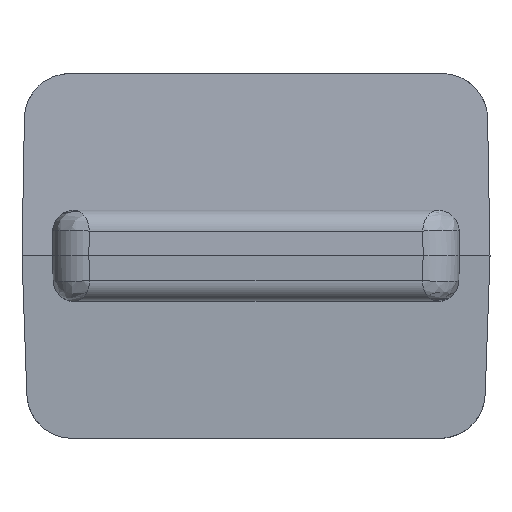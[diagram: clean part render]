
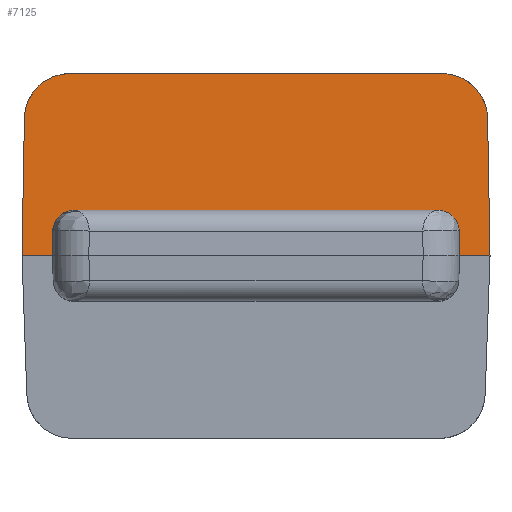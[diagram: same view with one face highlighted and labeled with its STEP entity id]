
A CAD part, top view. The second image highlights one B-rep face of the part: STEP entity #7125.
In plain terms, the highlighted face is planar.
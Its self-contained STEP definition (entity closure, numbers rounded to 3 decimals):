
#1431=DIRECTION('',(-0.017,-0.998,-0.052));
#1432=VECTOR('',#1431,4.533);
#1433=CARTESIAN_POINT('',(7.7,2.,1.314));
#1434=LINE('',#1433,#1432);
#1439=DIRECTION('',(-1.,0.,0.));
#1440=VECTOR('',#1439,12.242);
#1441=CARTESIAN_POINT('',(6.121,-4.,1.));
#1442=LINE('',#1441,#1440);
#1451=DIRECTION('',(0.017,-0.998,-0.052));
#1452=VECTOR('',#1451,4.533);
#1453=CARTESIAN_POINT('',(-7.7,2.,1.314));
#1454=LINE('',#1453,#1452);
#1635=DIRECTION('',(-0.017,-0.998,-0.052));
#1636=VECTOR('',#1635,0.813);
#1637=CARTESIAN_POINT('',(6.7,2.,1.314));
#1638=LINE('',#1637,#1636);
#1659=DIRECTION('',(-0.017,-0.998,-0.052));
#1660=VECTOR('',#1659,0.313);
#1661=CARTESIAN_POINT('',(-5.183,1.5,1.288));
#1662=LINE('',#1661,#1660);
#1663=DIRECTION('',(-0.017,0.998,0.052));
#1664=VECTOR('',#1663,0.313);
#1665=CARTESIAN_POINT('',(5.188,1.188,1.272));
#1666=LINE('',#1665,#1664);
#1667=DIRECTION('',(-1.,0.,0.));
#1668=VECTOR('',#1667,1.);
#1669=CARTESIAN_POINT('',(7.7,2.,1.314));
#1670=LINE('',#1669,#1668);
#1671=CARTESIAN_POINT('',(6.121,-4.,1.));
#1672=CARTESIAN_POINT('',(6.244,-4.,1.));
#1673=CARTESIAN_POINT('',(6.462,-3.971,1.002));
#1674=CARTESIAN_POINT('',(6.83,-3.845,1.008));
#1675=CARTESIAN_POINT('',(7.193,-3.591,1.021));
#1676=CARTESIAN_POINT('',(7.454,-3.231,1.04));
#1677=CARTESIAN_POINT('',(7.586,-2.866,1.059));
#1678=CARTESIAN_POINT('',(7.619,-2.649,1.071));
#1679=CARTESIAN_POINT('',(7.621,-2.526,1.077));
#1681=CARTESIAN_POINT('',(-7.621,-2.526,
1.077));
#1682=CARTESIAN_POINT('',(-7.619,-2.649,
1.071));
#1683=CARTESIAN_POINT('',(-7.586,-2.866,
1.059));
#1684=CARTESIAN_POINT('',(-7.454,-3.231,
1.04));
#1685=CARTESIAN_POINT('',(-7.193,-3.591,
1.021));
#1686=CARTESIAN_POINT('',(-6.83,-3.845,
1.008));
#1687=CARTESIAN_POINT('',(-6.462,-3.971,
1.002));
#1688=CARTESIAN_POINT('',(-6.244,-4.,1.));
#1689=CARTESIAN_POINT('',(-6.121,-4.,1.));
#1691=DIRECTION('',(-1.,0.,0.));
#1692=VECTOR('',#1691,1.);
#1693=CARTESIAN_POINT('',(-6.7,2.,1.314));
#1694=LINE('',#1693,#1692);
#1703=DIRECTION('',(-0.017,0.998,0.052));
#1704=VECTOR('',#1703,0.813);
#1705=CARTESIAN_POINT('',(-6.686,1.188,1.272));
#1706=LINE('',#1705,#1704);
#1723=CARTESIAN_POINT('',(-5.986,0.5,1.236));
#1724=CARTESIAN_POINT('',(-6.101,0.5,1.236));
#1725=CARTESIAN_POINT('',(-6.282,0.549,
1.238));
#1726=CARTESIAN_POINT('',(-6.487,0.691,
1.246));
#1727=CARTESIAN_POINT('',(-6.632,0.893,
1.256));
#1728=CARTESIAN_POINT('',(-6.684,1.073,1.266));
#1729=CARTESIAN_POINT('',(-6.686,1.188,1.272));
#1743=DIRECTION('',(-1.,0.,0.));
#1744=VECTOR('',#1743,0.098);
#1745=CARTESIAN_POINT('',(5.986,0.5,1.236));
#1746=LINE('',#1745,#1744);
#1783=DIRECTION('',(-1.,0.,0.));
#1784=VECTOR('',#1783,0.098);
#1785=CARTESIAN_POINT('',(-5.888,0.5,1.236));
#1786=LINE('',#1785,#1784);
#1825=CARTESIAN_POINT('',(6.686,1.188,1.272));
#1826=CARTESIAN_POINT('',(6.684,1.073,1.266));
#1827=CARTESIAN_POINT('',(6.632,0.893,1.256));
#1828=CARTESIAN_POINT('',(6.487,0.691,1.246));
#1829=CARTESIAN_POINT('',(6.282,0.549,1.238));
#1830=CARTESIAN_POINT('',(6.101,0.5,1.236));
#1831=CARTESIAN_POINT('',(5.986,0.5,1.236));
#1833=CARTESIAN_POINT('',(5.888,0.5,1.236));
#1834=CARTESIAN_POINT('',(5.773,0.5,1.236));
#1835=CARTESIAN_POINT('',(5.592,0.549,1.238));
#1836=CARTESIAN_POINT('',(5.387,0.691,1.246));
#1837=CARTESIAN_POINT('',(5.242,0.893,1.256));
#1838=CARTESIAN_POINT('',(5.19,1.073,1.266));
#1839=CARTESIAN_POINT('',(5.188,1.188,1.272));
#1896=DIRECTION('',(1.,0.,0.));
#1897=VECTOR('',#1896,10.365);
#1898=CARTESIAN_POINT('',(-5.183,1.5,1.288));
#1899=LINE('',#1898,#1897);
#1962=CARTESIAN_POINT('',(-5.188,1.188,1.272));
#1963=CARTESIAN_POINT('',(-5.19,1.073,1.266));
#1964=CARTESIAN_POINT('',(-5.242,0.893,
1.256));
#1965=CARTESIAN_POINT('',(-5.387,0.691,
1.246));
#1966=CARTESIAN_POINT('',(-5.592,0.549,
1.238));
#1967=CARTESIAN_POINT('',(-5.773,0.5,1.236));
#1968=CARTESIAN_POINT('',(-5.888,0.5,1.236));
#4629=CARTESIAN_POINT('',(7.7,2.,1.314));
#4630=CARTESIAN_POINT('',(6.7,2.,1.314));
#4631=VERTEX_POINT('',#4629);
#4632=VERTEX_POINT('',#4630);
#4633=CARTESIAN_POINT('',(-6.7,2.,1.314));
#4634=CARTESIAN_POINT('',(-7.7,2.,1.314));
#4635=VERTEX_POINT('',#4633);
#4636=VERTEX_POINT('',#4634);
#4683=CARTESIAN_POINT('',(-7.621,-2.526,
1.077));
#4684=VERTEX_POINT('',#4683);
#4685=VERTEX_POINT('',#1689);
#4690=CARTESIAN_POINT('',(6.121,-4.,1.));
#4691=VERTEX_POINT('',#4690);
#4692=VERTEX_POINT('',#1679);
#4925=CARTESIAN_POINT('',(-5.183,1.5,1.288));
#4926=CARTESIAN_POINT('',(5.183,1.5,1.288));
#4927=VERTEX_POINT('',#4925);
#4928=VERTEX_POINT('',#4926);
#4945=CARTESIAN_POINT('',(6.686,1.188,1.272));
#4946=VERTEX_POINT('',#4945);
#4947=CARTESIAN_POINT('',(-6.686,1.188,1.272));
#4948=VERTEX_POINT('',#4947);
#4953=VERTEX_POINT('',#1831);
#4954=VERTEX_POINT('',#1723);
#4956=VERTEX_POINT('',#1962);
#4957=VERTEX_POINT('',#1968);
#4987=VERTEX_POINT('',#1833);
#4988=VERTEX_POINT('',#1839);
#7090=CARTESIAN_POINT('',(7.7,2.,1.314));
#7091=DIRECTION('',(0.,-0.052,0.999));
#7092=DIRECTION('',(0.,-0.999,-0.052));
#7093=AXIS2_PLACEMENT_3D('',#7090,#7091,#7092);
#7094=PLANE('',#7093);
#7096=ORIENTED_EDGE('',*,*,#7095,.F.);
#7098=ORIENTED_EDGE('',*,*,#7097,.F.);
#7100=ORIENTED_EDGE('',*,*,#7099,.F.);
#7102=ORIENTED_EDGE('',*,*,#7101,.F.);
#7104=ORIENTED_EDGE('',*,*,#7103,.F.);
#7106=ORIENTED_EDGE('',*,*,#7105,.T.);
#7108=ORIENTED_EDGE('',*,*,#7107,.F.);
#7110=ORIENTED_EDGE('',*,*,#7109,.F.);
#7112=ORIENTED_EDGE('',*,*,#7111,.F.);
#7114=ORIENTED_EDGE('',*,*,#7113,.F.);
#7115=ORIENTED_EDGE('',*,*,#7071,.F.);
#7116=ORIENTED_EDGE('',*,*,#6894,.F.);
#7117=ORIENTED_EDGE('',*,*,#6788,.T.);
#7118=ORIENTED_EDGE('',*,*,#6801,.F.);
#7119=ORIENTED_EDGE('',*,*,#6814,.T.);
#7120=ORIENTED_EDGE('',*,*,#6829,.F.);
#7121=ORIENTED_EDGE('',*,*,#6842,.F.);
#7122=ORIENTED_EDGE('',*,*,#6887,.F.);
#7123=EDGE_LOOP('',(#7096,#7098,#7100,#7102,#7104,#7106,#7108,#7110,#7112,#7114,
#7115,#7116,#7117,#7118,#7119,#7120,#7121,#7122));
#7124=FACE_OUTER_BOUND('',#7123,.F.);
#7125=ADVANCED_FACE('',(#7124),#7094,.T.);
#1680=B_SPLINE_CURVE_WITH_KNOTS('',3,(#1671,#1672,#1673,#1674,#1675,#1676,#1677,
#1678,#1679),.UNSPECIFIED.,.F.,.F.,(4,1,1,1,1,1,4),(0.,0.125,0.25,0.5,
0.75,0.875,1.),.UNSPECIFIED.);
#1690=B_SPLINE_CURVE_WITH_KNOTS('',3,(#1681,#1682,#1683,#1684,#1685,#1686,#1687,
#1688,#1689),.UNSPECIFIED.,.F.,.F.,(4,1,1,1,1,1,4),(0.,0.125,0.25,0.5,
0.75,0.875,1.),.UNSPECIFIED.);
#1730=B_SPLINE_CURVE_WITH_KNOTS('',3,(#1723,#1724,#1725,#1726,#1727,#1728,
#1729),.UNSPECIFIED.,.F.,.F.,(4,1,1,1,4),(0.,0.25,0.5,0.75,1.),
.UNSPECIFIED.);
#1832=B_SPLINE_CURVE_WITH_KNOTS('',3,(#1825,#1826,#1827,#1828,#1829,#1830,
#1831),.UNSPECIFIED.,.F.,.F.,(4,1,1,1,4),(0.,0.25,0.5,0.75,1.),
.UNSPECIFIED.);
#1840=B_SPLINE_CURVE_WITH_KNOTS('',3,(#1833,#1834,#1835,#1836,#1837,#1838,
#1839),.UNSPECIFIED.,.F.,.F.,(4,1,1,1,4),(0.,0.25,0.5,0.75,1.),
.UNSPECIFIED.);
#1969=B_SPLINE_CURVE_WITH_KNOTS('',3,(#1962,#1963,#1964,#1965,#1966,#1967,
#1968),.UNSPECIFIED.,.F.,.F.,(4,1,1,1,4),(0.,0.25,0.5,0.75,1.),
.UNSPECIFIED.);
#6788=EDGE_CURVE('',#4631,#4692,#1434,.T.);
#6801=EDGE_CURVE('',#4691,#4692,#1680,.T.);
#6814=EDGE_CURVE('',#4691,#4685,#1442,.T.);
#6829=EDGE_CURVE('',#4684,#4685,#1690,.T.);
#6842=EDGE_CURVE('',#4636,#4684,#1454,.T.);
#6887=EDGE_CURVE('',#4635,#4636,#1694,.T.);
#6894=EDGE_CURVE('',#4631,#4632,#1670,.T.);
#7071=EDGE_CURVE('',#4632,#4946,#1638,.T.);
#7095=EDGE_CURVE('',#4948,#4635,#1706,.T.);
#7097=EDGE_CURVE('',#4954,#4948,#1730,.T.);
#7099=EDGE_CURVE('',#4957,#4954,#1786,.T.);
#7101=EDGE_CURVE('',#4956,#4957,#1969,.T.);
#7103=EDGE_CURVE('',#4927,#4956,#1662,.T.);
#7105=EDGE_CURVE('',#4927,#4928,#1899,.T.);
#7107=EDGE_CURVE('',#4988,#4928,#1666,.T.);
#7109=EDGE_CURVE('',#4987,#4988,#1840,.T.);
#7111=EDGE_CURVE('',#4953,#4987,#1746,.T.);
#7113=EDGE_CURVE('',#4946,#4953,#1832,.T.);
